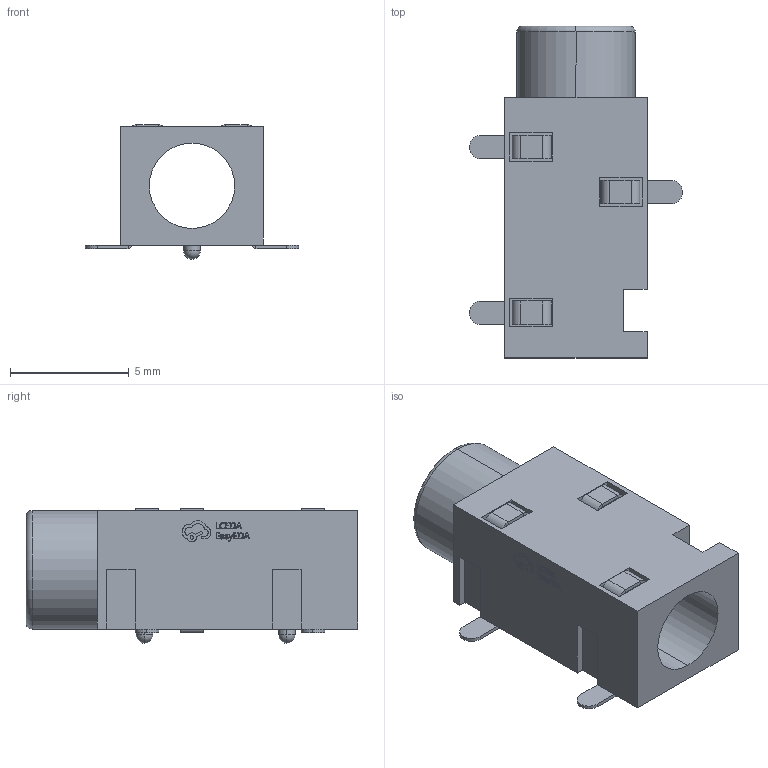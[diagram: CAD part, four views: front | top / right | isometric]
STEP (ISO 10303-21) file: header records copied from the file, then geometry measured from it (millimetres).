
FILE_DESCRIPTION (( 'STEP AP214' ), '1' );
FILE_NAME ('AUDIO-PJ320B_L14.0-W6.4-H4.0.step', '2022-06-16T10:17:17', ( '' ), ( '' ), 'SwSTEP 2.0', 'SolidWorks 2020', '' );
FILE_SCHEMA (( 'AUTOMOTIVE_DESIGN' ));
Length unit declared in the file: millimetre
Products named in the file (1): AUDIO-PJ320B_L14.0-W6.4-H4.0
Bounding box: 9 x 14 x 5.67 mm (x, y, z)
Volume: 235.5 mm3; surface area: 567.9 mm2
Topology: 4 solids, 4 shells, 366 faces, 934 edges, 596 vertices
Faces by surface type: plane 231, bspline 101, cylinder 26, sphere 4, torus 4
Entity records: 15615 total; most frequent: CARTESIAN_POINT 3380, ORIENTED_EDGE 1852, DIRECTION 1328, EDGE_CURVE 926, VECTOR 656, LINE 656, VERTEX_POINT 592, EDGE_LOOP 392
